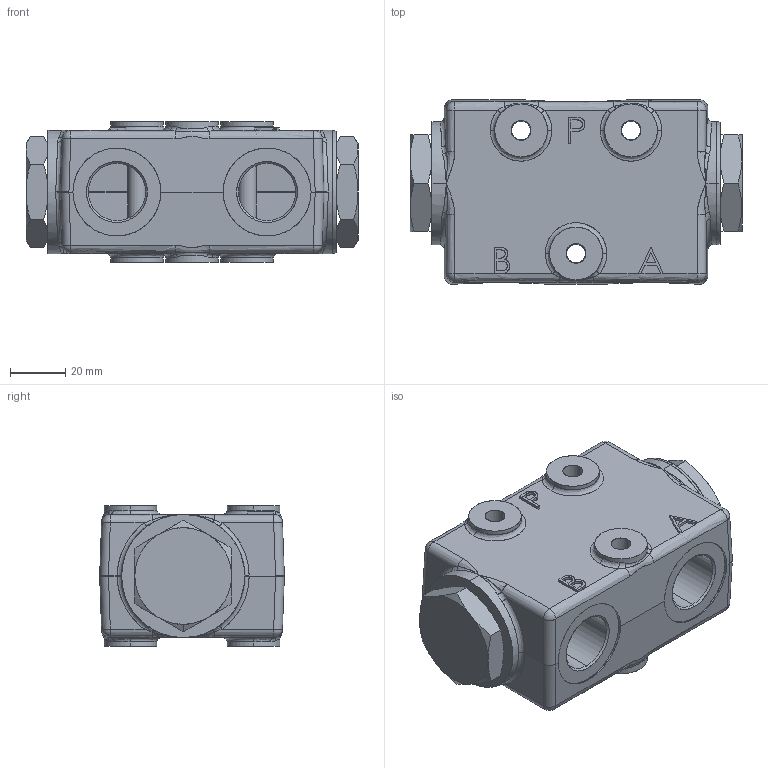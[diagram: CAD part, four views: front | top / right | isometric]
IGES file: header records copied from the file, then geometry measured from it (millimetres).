
Start section: SolidWorks IGES file using analytic representation for surfaces
Global section: file name: TW2458.IGS; native system: SolidWorks 2010; preprocessor: SolidWorks 2010; author: pcw; date: 110120.161325; units: millimetre
Bounding box: 119.89 x 66.67 x 50.8 mm (x, y, z)
Surface area: 38265.4 mm2 (no closed solid volume)
Topology: 0 solids, 0 shells, 281 faces, 3927 edges, 3903 vertices
Faces by surface type: bspline 176, revolution 105
